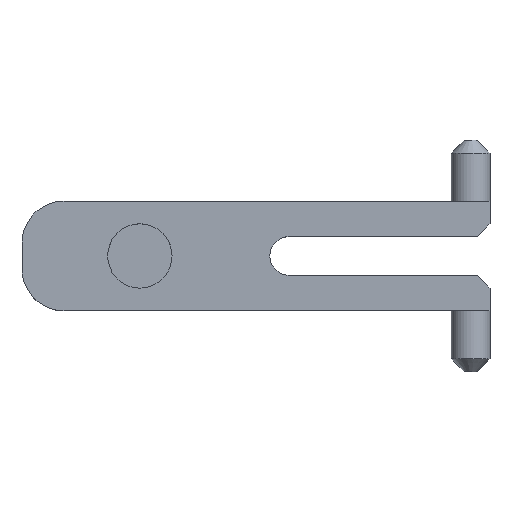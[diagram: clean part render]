
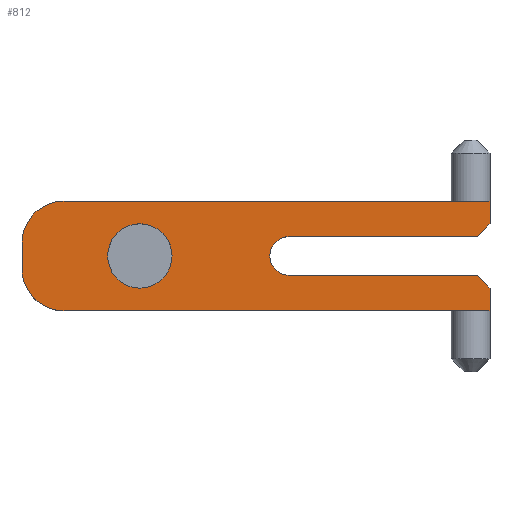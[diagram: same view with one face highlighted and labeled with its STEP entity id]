
A CAD part, top view. The second image highlights one B-rep face of the part: STEP entity #812.
In plain terms, the highlighted planar face has unit normal (0, 0, 1).
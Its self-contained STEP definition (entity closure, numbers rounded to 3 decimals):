
#30=FACE_BOUND('',#148,.T.);
#32=CIRCLE('',#850,1.634);
#34=CIRCLE('',#854,1.634);
#46=CIRCLE('',#876,1.25);
#52=CIRCLE('',#893,0.75);
#100=FACE_OUTER_BOUND('',#147,.T.);
#147=EDGE_LOOP('',(#657,#658,#659,#660,#661,#662,#663,#664,#665,#666,#667,
#668,#669,#670,#671,#672));
#148=EDGE_LOOP('',(#673));
#176=LINE('',#1197,#258);
#182=LINE('',#1213,#264);
#186=LINE('',#1225,#268);
#190=LINE('',#1232,#272);
#193=LINE('',#1237,#275);
#201=LINE('',#1269,#283);
#223=LINE('',#1342,#305);
#224=LINE('',#1344,#306);
#225=LINE('',#1345,#307);
#226=LINE('',#1347,#308);
#227=LINE('',#1349,#309);
#228=LINE('',#1351,#310);
#229=LINE('',#1352,#311);
#258=VECTOR('',#945,10.);
#264=VECTOR('',#959,10.);
#268=VECTOR('',#971,10.);
#272=VECTOR('',#977,10.);
#275=VECTOR('',#982,10.);
#283=VECTOR('',#1012,10.);
#305=VECTOR('',#1090,10.);
#306=VECTOR('',#1091,10.);
#307=VECTOR('',#1092,10.);
#308=VECTOR('',#1093,10.);
#309=VECTOR('',#1094,10.);
#310=VECTOR('',#1095,10.);
#311=VECTOR('',#1096,10.);
#339=VERTEX_POINT('',#1194);
#340=VERTEX_POINT('',#1196);
#344=VERTEX_POINT('',#1206);
#346=VERTEX_POINT('',#1212);
#348=VERTEX_POINT('',#1218);
#350=VERTEX_POINT('',#1224);
#352=VERTEX_POINT('',#1231);
#353=VERTEX_POINT('',#1235);
#366=VERTEX_POINT('',#1267);
#373=VERTEX_POINT('',#1291);
#383=VERTEX_POINT('',#1331);
#384=VERTEX_POINT('',#1333);
#386=VERTEX_POINT('',#1341);
#387=VERTEX_POINT('',#1343);
#388=VERTEX_POINT('',#1346);
#389=VERTEX_POINT('',#1348);
#390=VERTEX_POINT('',#1350);
#413=EDGE_CURVE('',#340,#339,#176,.T.);
#418=EDGE_CURVE('',#344,#340,#32,.T.);
#421=EDGE_CURVE('',#346,#344,#182,.T.);
#424=EDGE_CURVE('',#348,#346,#34,.T.);
#427=EDGE_CURVE('',#350,#348,#186,.T.);
#431=EDGE_CURVE('',#352,#350,#190,.F.);
#434=EDGE_CURVE('',#339,#353,#193,.F.);
#450=EDGE_CURVE('',#366,#353,#201,.F.);
#460=EDGE_CURVE('',#373,#373,#46,.T.);
#480=EDGE_CURVE('',#383,#384,#52,.T.);
#484=EDGE_CURVE('',#386,#366,#223,.F.);
#485=EDGE_CURVE('',#387,#386,#224,.T.);
#486=EDGE_CURVE('',#387,#384,#225,.T.);
#487=EDGE_CURVE('',#383,#388,#226,.T.);
#488=EDGE_CURVE('',#389,#388,#227,.T.);
#489=EDGE_CURVE('',#390,#389,#228,.F.);
#490=EDGE_CURVE('',#352,#390,#229,.F.);
#657=ORIENTED_EDGE('',*,*,#434,.T.);
#658=ORIENTED_EDGE('',*,*,#450,.F.);
#659=ORIENTED_EDGE('',*,*,#484,.F.);
#660=ORIENTED_EDGE('',*,*,#485,.F.);
#661=ORIENTED_EDGE('',*,*,#486,.T.);
#662=ORIENTED_EDGE('',*,*,#480,.F.);
#663=ORIENTED_EDGE('',*,*,#487,.T.);
#664=ORIENTED_EDGE('',*,*,#488,.F.);
#665=ORIENTED_EDGE('',*,*,#489,.F.);
#666=ORIENTED_EDGE('',*,*,#490,.F.);
#667=ORIENTED_EDGE('',*,*,#431,.T.);
#668=ORIENTED_EDGE('',*,*,#427,.T.);
#669=ORIENTED_EDGE('',*,*,#424,.T.);
#670=ORIENTED_EDGE('',*,*,#421,.T.);
#671=ORIENTED_EDGE('',*,*,#418,.T.);
#672=ORIENTED_EDGE('',*,*,#413,.T.);
#673=ORIENTED_EDGE('',*,*,#460,.T.);
#772=PLANE('',#896);
#812=ADVANCED_FACE('',(#100,#30),#772,.F.);
#850=AXIS2_PLACEMENT_3D('',#1207,#953,#954);
#854=AXIS2_PLACEMENT_3D('',#1219,#965,#966);
#876=AXIS2_PLACEMENT_3D('',#1292,#1032,#1033);
#893=AXIS2_PLACEMENT_3D('',#1334,#1080,#1081);
#896=AXIS2_PLACEMENT_3D('',#1340,#1088,#1089);
#945=DIRECTION('',(1.,0.,0.));
#953=DIRECTION('center_axis',(0.,0.,1.));
#954=DIRECTION('ref_axis',(-1.,0.,0.));
#959=DIRECTION('',(0.,-1.,0.));
#965=DIRECTION('center_axis',(0.,0.,1.));
#966=DIRECTION('ref_axis',(0.,1.,0.));
#971=DIRECTION('',(-1.,0.,0.));
#977=DIRECTION('',(0.,-1.,0.));
#982=DIRECTION('',(0.,-1.,0.));
#1012=DIRECTION('',(1.,0.,0.));
#1032=DIRECTION('center_axis',(0.,0.,-1.));
#1033=DIRECTION('ref_axis',(-1.,0.,0.));
#1080=DIRECTION('center_axis',(0.,0.,1.));
#1081=DIRECTION('ref_axis',(-0.707,0.707,0.));
#1088=DIRECTION('center_axis',(0.,0.,-1.));
#1089=DIRECTION('ref_axis',(0.,-1.,0.));
#1090=DIRECTION('',(0.,1.,0.));
#1091=DIRECTION('',(0.707,-0.707,0.));
#1092=DIRECTION('',(-1.,0.,0.));
#1093=DIRECTION('',(1.,0.,0.));
#1094=DIRECTION('',(-0.707,-0.707,0.));
#1095=DIRECTION('',(0.,1.,0.));
#1096=DIRECTION('',(-1.,0.,0.));
#1194=CARTESIAN_POINT('',(-90.791,46.627,-1.));
#1196=CARTESIAN_POINT('',(-105.849,46.627,-1.));
#1197=CARTESIAN_POINT('',(-97.445,46.627,-1.));
#1206=CARTESIAN_POINT('',(-107.483,48.26,-1.));
#1207=CARTESIAN_POINT('Origin',(-105.849,48.26,-1.));
#1212=CARTESIAN_POINT('',(-107.483,49.26,-1.));
#1213=CARTESIAN_POINT('',(-107.483,51.26,-1.));
#1218=CARTESIAN_POINT('',(-105.849,50.894,-1.));
#1219=CARTESIAN_POINT('Origin',(-105.849,49.26,-1.));
#1224=CARTESIAN_POINT('',(-90.791,50.894,-1.));
#1225=CARTESIAN_POINT('',(-89.916,50.894,-1.));
#1231=CARTESIAN_POINT('',(-90.791,50.893,-1.));
#1232=CARTESIAN_POINT('',(-90.791,52.26,-1.));
#1235=CARTESIAN_POINT('',(-90.791,46.627,-1.));
#1237=CARTESIAN_POINT('',(-90.791,49.944,-1.));
#1267=CARTESIAN_POINT('',(-89.291,46.627,-1.));
#1269=CARTESIAN_POINT('',(-89.041,46.627,-1.));
#1291=CARTESIAN_POINT('',(-101.652,48.76,-1.));
#1292=CARTESIAN_POINT('Origin',(-102.902,48.76,-1.));
#1331=CARTESIAN_POINT('',(-97.099,49.51,-1.));
#1333=CARTESIAN_POINT('',(-97.099,48.01,-1.));
#1334=CARTESIAN_POINT('Origin',(-97.099,48.76,-1.));
#1340=CARTESIAN_POINT('Origin',(-89.041,53.26,-1.));
#1341=CARTESIAN_POINT('',(-89.291,47.51,-1.));
#1342=CARTESIAN_POINT('',(-89.291,49.76,-1.));
#1343=CARTESIAN_POINT('',(-89.791,48.01,-1.));
#1344=CARTESIAN_POINT('',(-90.791,49.01,-1.));
#1345=CARTESIAN_POINT('',(-93.453,48.01,-1.));
#1346=CARTESIAN_POINT('',(-89.791,49.51,-1.));
#1347=CARTESIAN_POINT('',(-89.916,49.51,-1.));
#1348=CARTESIAN_POINT('',(-89.291,50.01,-1.));
#1349=CARTESIAN_POINT('',(-88.541,50.76,-1.));
#1350=CARTESIAN_POINT('',(-89.291,50.893,-1.));
#1351=CARTESIAN_POINT('',(-89.291,49.76,-1.));
#1352=CARTESIAN_POINT('',(-95.945,50.893,-1.));
